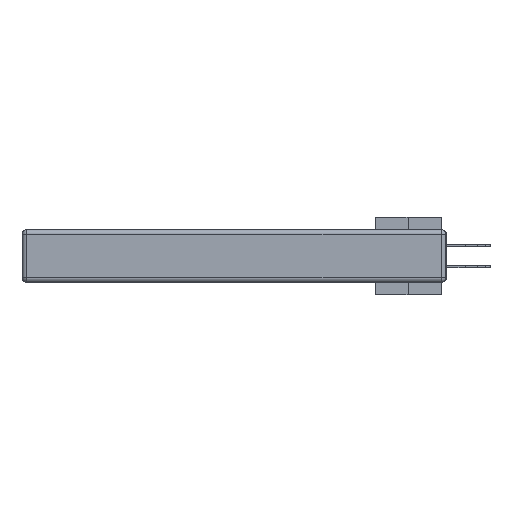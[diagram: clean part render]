
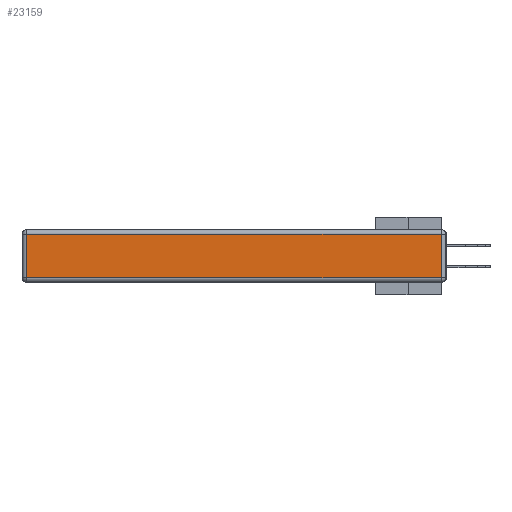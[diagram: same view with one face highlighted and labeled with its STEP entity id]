
A CAD part, left-side view. The second image highlights one B-rep face of the part: STEP entity #23159.
In plain terms, the highlighted planar face has unit normal (-1, 0, 0).
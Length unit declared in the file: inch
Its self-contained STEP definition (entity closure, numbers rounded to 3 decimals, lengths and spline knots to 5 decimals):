
#918 = ORIENTED_EDGE ( 'NONE', *, *, #18715, .T. ) ;
#2746 = CARTESIAN_POINT ( 'NONE',  ( 0., 0., -0.313 ) ) ;
#4678 = DIRECTION ( 'NONE',  ( 0., 0., 1. ) ) ;
#4894 = EDGE_CURVE ( 'NONE', #19353, #5168, #15972, .T. ) ;
#5168 = VERTEX_POINT ( 'NONE', #17521 ) ;
#5313 = LINE ( 'NONE', #2746, #15967 ) ;
#6861 = CARTESIAN_POINT ( 'NONE',  ( 0., 2.72, -0.313 ) ) ;
#11597 = EDGE_CURVE ( 'NONE', #16815, #19353, #32434, .T. ) ;
#11730 = CARTESIAN_POINT ( 'NONE',  ( 0., 0.03, -0.343 ) ) ;
#15967 = VECTOR ( 'NONE', #16759, 39.37008 ) ;
#15972 = LINE ( 'NONE', #26344, #17318 ) ;
#16221 = LINE ( 'NONE', #33582, #30830 ) ;
#16746 = FACE_OUTER_BOUND ( 'NONE', #17925, .T. ) ;
#16759 = DIRECTION ( 'NONE',  ( 0., -1., 0. ) ) ;
#16815 = VERTEX_POINT ( 'NONE', #35908 ) ;
#17318 = VECTOR ( 'NONE', #23686, 39.37008 ) ;
#17521 = CARTESIAN_POINT ( 'NONE',  ( 0., 2.72, -0.03 ) ) ;
#17925 = EDGE_LOOP ( 'NONE', ( #34632, #32852, #34312, #918 ) ) ;
#18558 = CARTESIAN_POINT ( 'NONE',  ( 0., 0.03, -0.03 ) ) ;
#18715 = EDGE_CURVE ( 'NONE', #5168, #27465, #16221, .T. ) ;
#18734 = AXIS2_PLACEMENT_3D ( 'NONE', #21720, #24797, #4678 ) ;
#19353 = VERTEX_POINT ( 'NONE', #18558 ) ;
#21720 = CARTESIAN_POINT ( 'NONE',  ( 0., 0., -0.343 ) ) ;
#23159 = ADVANCED_FACE ( 'NONE', ( #16746 ), #33432, .T. ) ;
#23686 = DIRECTION ( 'NONE',  ( 0., 1., 0. ) ) ;
#24053 = VECTOR ( 'NONE', #34605, 39.37008 ) ;
#24797 = DIRECTION ( 'NONE',  ( -1., 0., 0. ) ) ;
#26344 = CARTESIAN_POINT ( 'NONE',  ( 0., 2.75, -0.03 ) ) ;
#26635 = EDGE_CURVE ( 'NONE', #27465, #16815, #5313, .T. ) ;
#27465 = VERTEX_POINT ( 'NONE', #6861 ) ;
#30830 = VECTOR ( 'NONE', #36451, 39.37008 ) ;
#32434 = LINE ( 'NONE', #11730, #24053 ) ;
#32852 = ORIENTED_EDGE ( 'NONE', *, *, #11597, .T. ) ;
#33432 = PLANE ( 'NONE',  #18734 ) ;
#33582 = CARTESIAN_POINT ( 'NONE',  ( 0., 2.72, -0.343 ) ) ;
#34312 = ORIENTED_EDGE ( 'NONE', *, *, #4894, .T. ) ;
#34605 = DIRECTION ( 'NONE',  ( 0., 0., 1. ) ) ;
#34632 = ORIENTED_EDGE ( 'NONE', *, *, #26635, .T. ) ;
#35908 = CARTESIAN_POINT ( 'NONE',  ( 0., 0.03, -0.313 ) ) ;
#36451 = DIRECTION ( 'NONE',  ( 0., 0., -1. ) ) ;
